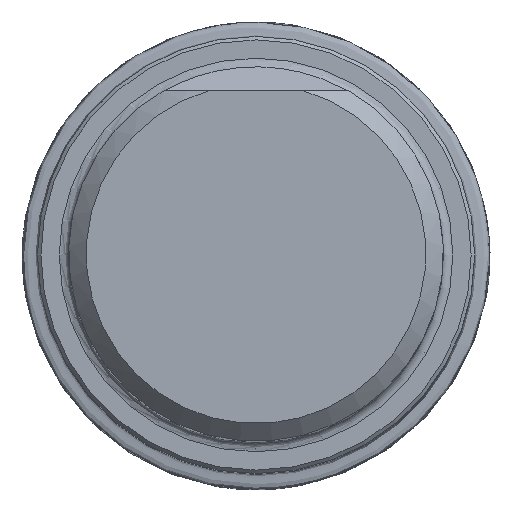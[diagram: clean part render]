
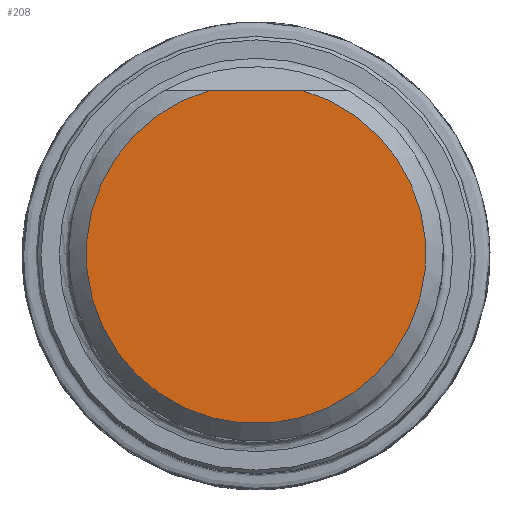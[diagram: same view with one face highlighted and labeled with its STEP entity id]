
A CAD part, top view. The second image highlights one B-rep face of the part: STEP entity #208.
In plain terms, the highlighted planar face has unit normal (0, 0, 1).
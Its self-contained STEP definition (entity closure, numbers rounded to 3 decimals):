
#105=LINE('',#883,#113);
#113=VECTOR('',#752,1.);
#208=ADVANCED_FACE('CU_SU3',(#228),#221,.F.);
#221=PLANE('',#619);
#228=FACE_OUTER_BOUND('',#281,.T.);
#281=EDGE_LOOP('',(#340,#341));
#340=ORIENTED_EDGE('',*,*,#425,.F.);
#341=ORIENTED_EDGE('',*,*,#426,.F.);
#392=VERTEX_POINT('',#884);
#393=VERTEX_POINT('',#885);
#425=EDGE_CURVE('',#392,#393,#105,.T.);
#426=EDGE_CURVE('',#393,#392,#455,.T.);
#455=CIRCLE('',#618,14.496);
#618=AXIS2_PLACEMENT_3D('',#886,#753,#754);
#619=AXIS2_PLACEMENT_3D('',#887,#755,#756);
#752=DIRECTION('',(1.,0.,0.));
#753=DIRECTION('',(0.,0.,-1.));
#754=DIRECTION('',(-1.,0.,0.));
#755=DIRECTION('',(0.,0.,-1.));
#756=DIRECTION('',(-1.,0.,0.));
#883=CARTESIAN_POINT('',(0.,13.935,0.));
#884=CARTESIAN_POINT('',(-3.994,13.935,0.));
#885=CARTESIAN_POINT('',(3.994,13.935,0.));
#886=CARTESIAN_POINT('',(0.,0.,0.));
#887=CARTESIAN_POINT('',(0.,0.,0.));
